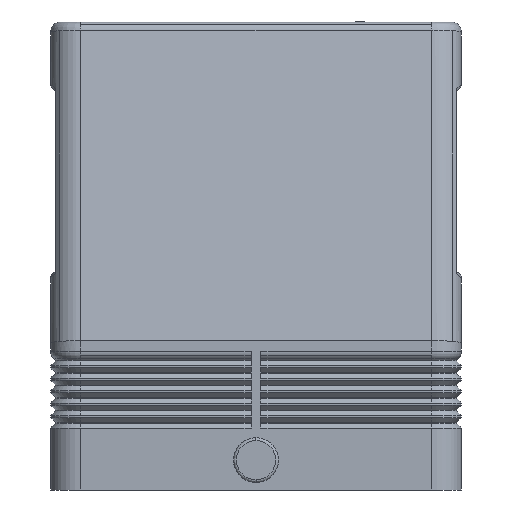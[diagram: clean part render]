
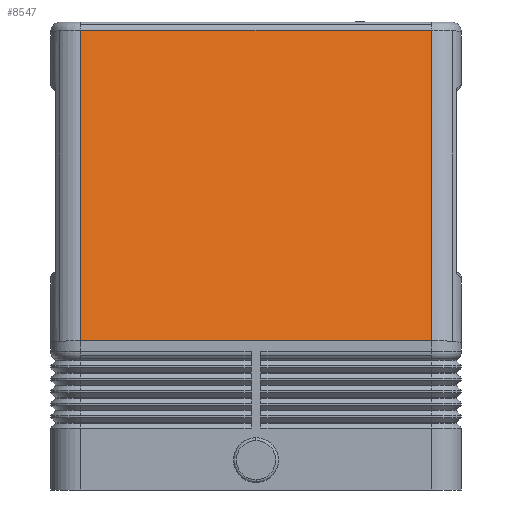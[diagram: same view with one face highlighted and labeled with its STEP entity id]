
A CAD part, left-side view. The second image highlights one B-rep face of the part: STEP entity #8547.
In plain terms, the highlighted planar face has unit normal (-0.985, 0, 0.173).
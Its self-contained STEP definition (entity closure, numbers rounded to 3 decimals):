
#543=CARTESIAN_POINT('',(-35.791,35.25,92.346));
#544=VERTEX_POINT('',#543);
#552=CARTESIAN_POINT('',(-35.791,-35.25,92.346));
#553=VERTEX_POINT('',#552);
#554=CARTESIAN_POINT('',(-35.791,35.25,92.346));
#555=DIRECTION('',(0.0,-1.0,0.0));
#556=VECTOR('',#555,70.5);
#557=LINE('',#554,#556);
#558=EDGE_CURVE('',#544,#553,#557,.T.);
#5945=CARTESIAN_POINT('',(-46.75,35.25,30.0));
#5946=VERTEX_POINT('',#5945);
#5954=CARTESIAN_POINT('',(-46.75,35.25,30.0));
#5955=DIRECTION('',(0.173,0.,0.985));
#5956=VECTOR('',#5955,63.302);
#5957=LINE('',#5954,#5956);
#5958=EDGE_CURVE('',#5946,#544,#5957,.T.);
#6465=CARTESIAN_POINT('',(-46.75,-35.25,30.0));
#6466=VERTEX_POINT('',#6465);
#6467=CARTESIAN_POINT('',(-35.791,-35.25,92.346));
#6468=DIRECTION('',(-0.173,0.0,-0.985));
#6469=VECTOR('',#6468,63.302);
#6470=LINE('',#6467,#6469);
#6471=EDGE_CURVE('',#553,#6466,#6470,.T.);
#7443=CARTESIAN_POINT('',(-46.75,-35.25,30.0));
#7444=DIRECTION('',(0.0,1.0,0.0));
#7445=VECTOR('',#7444,70.5);
#7446=LINE('',#7443,#7445);
#7447=EDGE_CURVE('',#6466,#5946,#7446,.T.);
#8536=CARTESIAN_POINT('',(-35.5,0.0,94.));
#8537=DIRECTION('',(-0.985,0.0,0.173));
#8538=DIRECTION('',(0.173,0.0,0.985));
#8539=AXIS2_PLACEMENT_3D('',#8536,#8537,#8538);
#8540=PLANE('',#8539);
#8541=ORIENTED_EDGE('',*,*,#5958,.F.);
#8542=ORIENTED_EDGE('',*,*,#7447,.F.);
#8543=ORIENTED_EDGE('',*,*,#6471,.F.);
#8544=ORIENTED_EDGE('',*,*,#558,.F.);
#8545=EDGE_LOOP('',(#8541,#8542,#8543,#8544));
#8546=FACE_OUTER_BOUND('',#8545,.T.);
#8547=ADVANCED_FACE('',(#8546),#8540,.T.);
